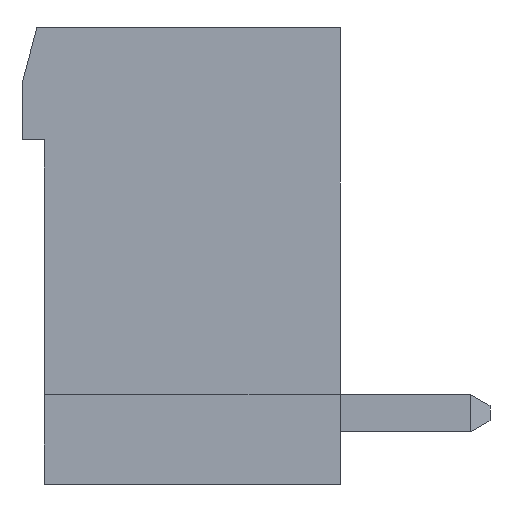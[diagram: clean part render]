
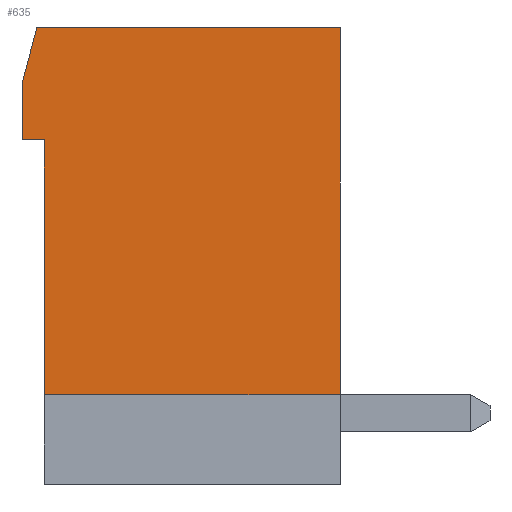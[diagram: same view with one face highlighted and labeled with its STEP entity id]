
A CAD part, front view. The second image highlights one B-rep face of the part: STEP entity #635.
In plain terms, the highlighted planar face has unit normal (0, -1, 0).
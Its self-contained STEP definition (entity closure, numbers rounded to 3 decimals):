
#635 = ADVANCED_FACE( '', ( #1377 ), #1378, .F. );
#1377 = FACE_OUTER_BOUND( '', #2209, .T. );
#1378 = PLANE( '', #2210 );
#2209 = EDGE_LOOP( '', ( #4087, #4088, #4089, #4090, #4091, #4092, #4093 ) );
#2210 = AXIS2_PLACEMENT_3D( '', #4094, #4095, #4096 );
#4087 = ORIENTED_EDGE( '', *, *, #5005, .T. );
#4088 = ORIENTED_EDGE( '', *, *, #5640, .T. );
#4089 = ORIENTED_EDGE( '', *, *, #4911, .T. );
#4090 = ORIENTED_EDGE( '', *, *, #5175, .T. );
#4091 = ORIENTED_EDGE( '', *, *, #5365, .T. );
#4092 = ORIENTED_EDGE( '', *, *, #5641, .T. );
#4093 = ORIENTED_EDGE( '', *, *, #5642, .T. );
#4094 = CARTESIAN_POINT( '', ( 141.4, -44.72, -3. ) );
#4095 = DIRECTION( '', ( 0., 1., 0. ) );
#4096 = DIRECTION( '', ( 0., 0., -1. ) );
#4911 = EDGE_CURVE( '', #5866, #5864, #5867, .T. );
#5005 = EDGE_CURVE( '', #6042, #6040, #6043, .T. );
#5175 = EDGE_CURVE( '', #5864, #6329, #6331, .T. );
#5365 = EDGE_CURVE( '', #6329, #6614, #6616, .T. );
#5640 = EDGE_CURVE( '', #6040, #5866, #6973, .T. );
#5641 = EDGE_CURVE( '', #6614, #6974, #6975, .T. );
#5642 = EDGE_CURVE( '', #6974, #6042, #6976, .T. );
#5864 = VERTEX_POINT( '', #7237 );
#5866 = VERTEX_POINT( '', #7240 );
#5867 = LINE( '', #7241, #7242 );
#6040 = VERTEX_POINT( '', #7498 );
#6042 = VERTEX_POINT( '', #7501 );
#6043 = LINE( '', #7502, #7503 );
#6329 = VERTEX_POINT( '', #7912 );
#6331 = LINE( '', #7915, #7916 );
#6614 = VERTEX_POINT( '', #8340 );
#6616 = LINE( '', #8343, #8344 );
#6973 = LINE( '', #8889, #8890 );
#6974 = VERTEX_POINT( '', #8891 );
#6975 = LINE( '', #8892, #8893 );
#6976 = LINE( '', #8894, #8895 );
#7237 = CARTESIAN_POINT( '', ( 150., -44.72, 0. ) );
#7240 = CARTESIAN_POINT( '', ( 150., -44.72, -9.8 ) );
#7241 = CARTESIAN_POINT( '', ( 150., -44.72, 0. ) );
#7242 = VECTOR( '', #9157, 1000. );
#7498 = CARTESIAN_POINT( '', ( 142.1, -44.72, -9.8 ) );
#7501 = CARTESIAN_POINT( '', ( 142.1, -44.72, -3. ) );
#7502 = CARTESIAN_POINT( '', ( 142.1, -44.72, -9.8 ) );
#7503 = VECTOR( '', #9248, 1000. );
#7912 = CARTESIAN_POINT( '', ( 141.9, -44.72, 0. ) );
#7915 = CARTESIAN_POINT( '', ( 141.8, -44.72, 0. ) );
#7916 = VECTOR( '', #9409, 1000. );
#8340 = CARTESIAN_POINT( '', ( 141.5, -44.72, -1.493 ) );
#8343 = CARTESIAN_POINT( '', ( 141.5, -44.72, -1.493 ) );
#8344 = VECTOR( '', #9570, 1000. );
#8889 = CARTESIAN_POINT( '', ( 150., -44.72, -9.8 ) );
#8890 = VECTOR( '', #9795, 1000. );
#8891 = CARTESIAN_POINT( '', ( 141.5, -44.72, -3. ) );
#8892 = CARTESIAN_POINT( '', ( 141.5, -44.72, -3. ) );
#8893 = VECTOR( '', #9796, 1000. );
#8894 = CARTESIAN_POINT( '', ( 141.9, -44.72, -3. ) );
#8895 = VECTOR( '', #9797, 1000. );
#9157 = DIRECTION( '', ( 0., 0., 1. ) );
#9248 = DIRECTION( '', ( 0., 0., -1. ) );
#9409 = DIRECTION( '', ( -1., 0., 0. ) );
#9570 = DIRECTION( '', ( -0.259, 0., -0.966 ) );
#9795 = DIRECTION( '', ( 1., 0., 0. ) );
#9796 = DIRECTION( '', ( 0., 0., -1. ) );
#9797 = DIRECTION( '', ( 1., 0., 0. ) );
